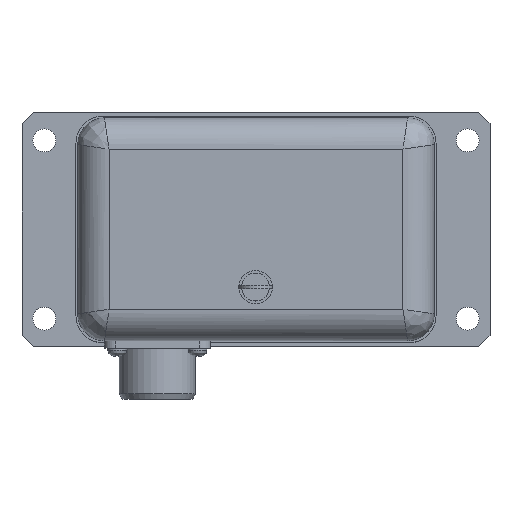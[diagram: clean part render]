
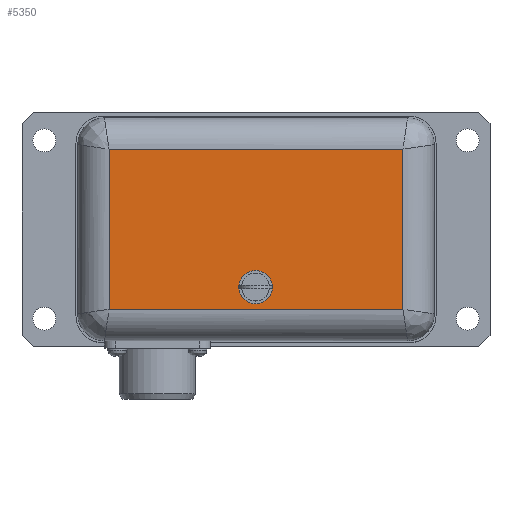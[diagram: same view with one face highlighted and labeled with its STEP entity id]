
A CAD part, top view. The second image highlights one B-rep face of the part: STEP entity #5350.
In plain terms, the highlighted planar face has unit normal (0, 0, 1).
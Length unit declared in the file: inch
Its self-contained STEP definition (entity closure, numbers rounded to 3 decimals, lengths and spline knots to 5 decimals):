
#191=CARTESIAN_POINT('',(2.8075,0.66,2.25));
#192=VERTEX_POINT('',#191);
#193=CARTESIAN_POINT('',(2.62,0.66,2.25));
#194=DIRECTION('',(0.0,0.0,-1.0));
#195=DIRECTION('',(-1.0,0.0,0.0));
#196=AXIS2_PLACEMENT_3D('',#193,#194,#195);
#197=CIRCLE('',#196,0.1875);
#198=EDGE_CURVE('',#192,#192,#197,.T.);
#5022=CARTESIAN_POINT('',(0.977,2.208,2.25));
#5023=VERTEX_POINT('',#5022);
#5091=CARTESIAN_POINT('',(4.273,2.208,2.25));
#5092=VERTEX_POINT('',#5091);
#5116=CARTESIAN_POINT('',(0.977,2.208,2.25));
#5117=DIRECTION('',(1.0,0.0,0.0));
#5118=VECTOR('',#5117,3.296);
#5119=LINE('',#5116,#5118);
#5120=EDGE_CURVE('',#5023,#5092,#5119,.T.);
#5187=CARTESIAN_POINT('',(0.977,0.412,2.25));
#5188=VERTEX_POINT('',#5187);
#5256=CARTESIAN_POINT('',(4.273,0.412,2.25));
#5257=VERTEX_POINT('',#5256);
#5281=CARTESIAN_POINT('',(4.273,2.208,2.25));
#5282=DIRECTION('',(0.0,-1.0,0.0));
#5283=VECTOR('',#5282,1.796);
#5284=LINE('',#5281,#5283);
#5285=EDGE_CURVE('',#5092,#5257,#5284,.T.);
#5305=CARTESIAN_POINT('',(4.273,0.412,2.25));
#5306=DIRECTION('',(-1.0,0.0,0.0));
#5307=VECTOR('',#5306,3.296);
#5308=LINE('',#5305,#5307);
#5309=EDGE_CURVE('',#5257,#5188,#5308,.T.);
#5327=CARTESIAN_POINT('',(0.977,0.412,2.25));
#5328=DIRECTION('',(0.0,1.0,0.0));
#5329=VECTOR('',#5328,1.796);
#5330=LINE('',#5327,#5329);
#5331=EDGE_CURVE('',#5188,#5023,#5330,.T.);
#5336=CARTESIAN_POINT('',(2.625,1.31,2.25));
#5337=DIRECTION('',(0.0,0.0,1.0));
#5338=DIRECTION('',(1.0,0.0,0.0));
#5339=AXIS2_PLACEMENT_3D('',#5336,#5337,#5338);
#5340=PLANE('',#5339);
#5341=ORIENTED_EDGE('',*,*,#5120,.F.);
#5342=ORIENTED_EDGE('',*,*,#5331,.F.);
#5343=ORIENTED_EDGE('',*,*,#5309,.F.);
#5344=ORIENTED_EDGE('',*,*,#5285,.F.);
#5345=EDGE_LOOP('',(#5341,#5342,#5343,#5344));
#5346=FACE_OUTER_BOUND('',#5345,.T.);
#5347=ORIENTED_EDGE('',*,*,#198,.T.);
#5348=EDGE_LOOP('',(#5347));
#5349=FACE_BOUND('',#5348,.T.);
#5350=ADVANCED_FACE('',(#5346,#5349),#5340,.T.);
